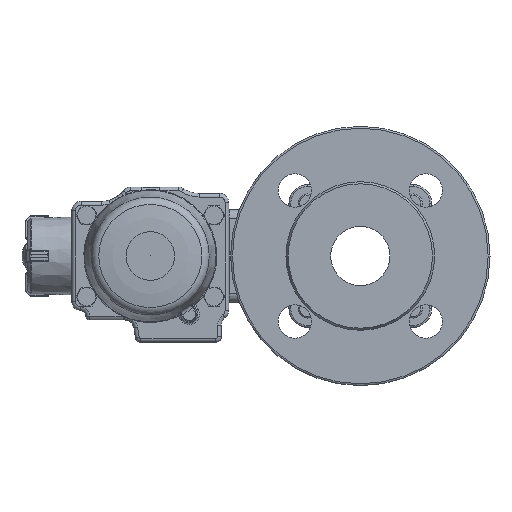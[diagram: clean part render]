
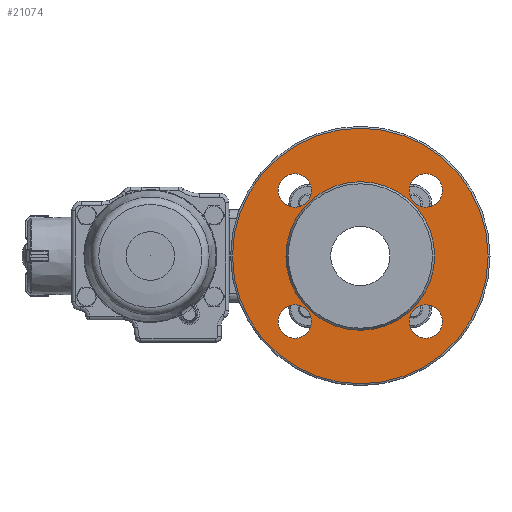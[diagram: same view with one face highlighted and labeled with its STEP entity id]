
A CAD part, left-side view. The second image highlights one B-rep face of the part: STEP entity #21074.
In plain terms, the highlighted planar face has unit normal (-1, 0, 0).
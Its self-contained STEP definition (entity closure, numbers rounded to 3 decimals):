
#859=PLANE('',#22796);
#1583=CIRCLE('',#22797,69.);
#1584=CIRCLE('',#22798,40.13);
#1585=CIRCLE('',#22799,9.);
#1586=CIRCLE('',#22800,9.);
#1587=CIRCLE('',#22801,9.);
#1588=CIRCLE('',#22802,9.);
#7393=ORIENTED_EDGE('',*,*,#12727,.T.);
#7394=ORIENTED_EDGE('',*,*,#12728,.F.);
#7395=ORIENTED_EDGE('',*,*,#12729,.F.);
#7396=ORIENTED_EDGE('',*,*,#12730,.F.);
#7397=ORIENTED_EDGE('',*,*,#12731,.F.);
#7398=ORIENTED_EDGE('',*,*,#12732,.F.);
#12727=EDGE_CURVE('',#15386,#15386,#1583,.T.);
#12728=EDGE_CURVE('',#15387,#15387,#1584,.T.);
#12729=EDGE_CURVE('',#15388,#15388,#1585,.T.);
#12730=EDGE_CURVE('',#15389,#15389,#1586,.T.);
#12731=EDGE_CURVE('',#15390,#15390,#1587,.T.);
#12732=EDGE_CURVE('',#15391,#15391,#1588,.T.);
#15386=VERTEX_POINT('',#52952);
#15387=VERTEX_POINT('',#52954);
#15388=VERTEX_POINT('',#52956);
#15389=VERTEX_POINT('',#52958);
#15390=VERTEX_POINT('',#52960);
#15391=VERTEX_POINT('',#52962);
#17746=EDGE_LOOP('',(#7393));
#17747=EDGE_LOOP('',(#7394));
#17748=EDGE_LOOP('',(#7395));
#17749=EDGE_LOOP('',(#7396));
#17750=EDGE_LOOP('',(#7397));
#17751=EDGE_LOOP('',(#7398));
#19373=FACE_BOUND('',#17746,.T.);
#19374=FACE_BOUND('',#17747,.T.);
#19375=FACE_BOUND('',#17748,.T.);
#19376=FACE_BOUND('',#17749,.T.);
#19377=FACE_BOUND('',#17750,.T.);
#19378=FACE_BOUND('',#17751,.T.);
#21074=ADVANCED_FACE('',(#19373,#19374,#19375,#19376,#19377,#19378),#859,
 .F.);
#22796=AXIS2_PLACEMENT_3D('',#52950,#26047,#26048);
#22797=AXIS2_PLACEMENT_3D('',#52951,#26049,#26050);
#22798=AXIS2_PLACEMENT_3D('',#52953,#26051,#26052);
#22799=AXIS2_PLACEMENT_3D('',#52955,#26053,#26054);
#22800=AXIS2_PLACEMENT_3D('',#52957,#26055,#26056);
#22801=AXIS2_PLACEMENT_3D('',#52959,#26057,#26058);
#22802=AXIS2_PLACEMENT_3D('',#52961,#26059,#26060);
#26047=DIRECTION('',(1.,0.,0.));
#26048=DIRECTION('',(0.,0.,-1.));
#26049=DIRECTION('',(-1.,0.,0.));
#26050=DIRECTION('',(0.,0.,1.));
#26051=DIRECTION('',(-1.,0.,0.));
#26052=DIRECTION('',(0.,0.,1.));
#26053=DIRECTION('',(-1.,0.,0.));
#26054=DIRECTION('',(0.,0.,-1.));
#26055=DIRECTION('',(-1.,0.,0.));
#26056=DIRECTION('',(0.,0.,-1.));
#26057=DIRECTION('',(-1.,0.,0.));
#26058=DIRECTION('',(0.,0.,-1.));
#26059=DIRECTION('',(-1.,0.,0.));
#26060=DIRECTION('',(0.,0.,-1.));
#52950=CARTESIAN_POINT('',(432.126,495.543,0.));
#52951=CARTESIAN_POINT('',(432.126,648.178,0.));
#52952=CARTESIAN_POINT('',(432.126,648.178,69.));
#52953=CARTESIAN_POINT('',(432.126,648.178,0.));
#52954=CARTESIAN_POINT('',(432.126,648.178,40.13));
#52955=CARTESIAN_POINT('',(432.126,683.533,35.355));
#52956=CARTESIAN_POINT('',(432.126,683.533,26.355));
#52957=CARTESIAN_POINT('',(432.126,683.533,-35.355));
#52958=CARTESIAN_POINT('',(432.126,683.533,-44.355));
#52959=CARTESIAN_POINT('',(432.126,612.822,-35.355));
#52960=CARTESIAN_POINT('',(432.126,612.822,-44.355));
#52961=CARTESIAN_POINT('',(432.126,612.822,35.355));
#52962=CARTESIAN_POINT('',(432.126,612.822,26.355));
